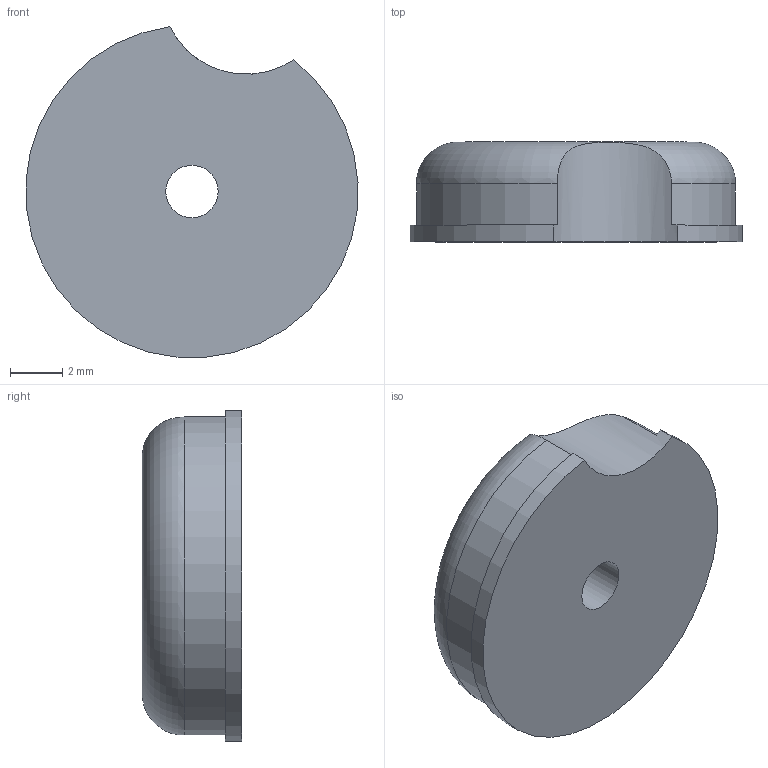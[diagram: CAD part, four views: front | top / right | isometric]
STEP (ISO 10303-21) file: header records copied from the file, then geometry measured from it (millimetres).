
FILE_DESCRIPTION(/* description */ (''),/* implementation_level */ '2;1');
FILE_NAME(/* name */ 'iso_mount_B_1_v2.step',/* time_stamp */ '2023-01-28T13:14:18-08:00',/* author */ (''),/* organization */ (''),/* preprocessor_version */ 'ST-DEVELOPER v19.2',/* originating_system */ 'Autodesk Translation Framework v11.17.0.187',/* authorisation */ '');
FILE_SCHEMA (('AUTOMOTIVE_DESIGN { 1 0 10303 214 3 1 1 }'));
Length unit declared in the file: millimetre
Products named in the file (2): iso_mount_B_1; 95495K678_Adhesive-Back Bumpers
Assembly tree (1 placements, depth 2):
  iso_mount_B_1
    95495K678_Adhesive-Back Bumpers
Bounding box: 12.68 x 3.81 x 12.62 mm (x, y, z)
Volume: 387.8 mm3; surface area: 391.2 mm2
Topology: 1 solids, 1 shells, 10 faces, 22 edges, 15 vertices
Faces by surface type: cylinder 4, plane 3, torus 2, sphere 1
Full cylindrical faces by diameter (mm): 2 x1
Entity records: 375 total; most frequent: CARTESIAN_POINT 76, DIRECTION 61, ORIENTED_EDGE 44, AXIS2_PLACEMENT_3D 28, EDGE_CURVE 22, CIRCLE 15, VERTEX_POINT 15, EDGE_LOOP 13
